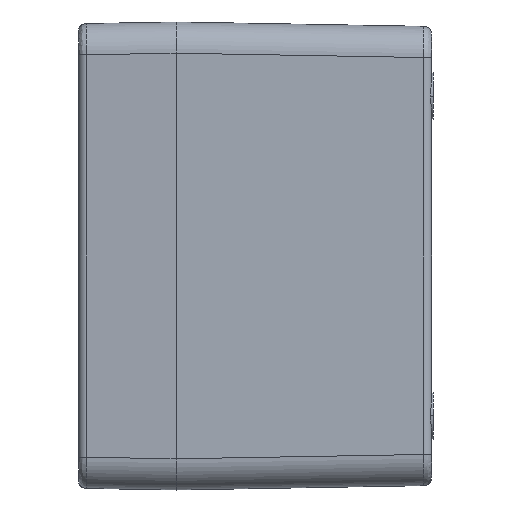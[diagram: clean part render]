
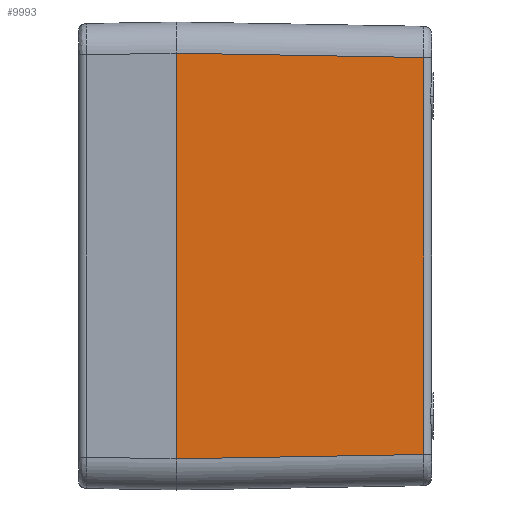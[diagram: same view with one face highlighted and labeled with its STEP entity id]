
A CAD part, left-side view. The second image highlights one B-rep face of the part: STEP entity #9993.
In plain terms, the highlighted planar face has unit normal (-1, -0.018, 0).
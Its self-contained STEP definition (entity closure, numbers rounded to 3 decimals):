
#591 = CARTESIAN_POINT ( 'NONE',  ( -110., 0., 52.001 ) ) ;
#802 = CARTESIAN_POINT ( 'NONE',  ( -108.891, -63.535, 16.964 ) ) ;
#1240 = LINE ( 'NONE', #9911, #10068 ) ;
#1701 = DIRECTION ( 'NONE',  ( -0.017, 1., 0. ) ) ;
#2065 = CARTESIAN_POINT ( 'NONE',  ( -110., 0., -52.001 ) ) ;
#2437 = VERTEX_POINT ( 'NONE', #2065 ) ;
#2931 = EDGE_CURVE ( 'NONE', #3226, #7514, #5944, .T. ) ;
#3136 = EDGE_CURVE ( 'NONE', #2437, #4125, #7277, .T. ) ;
#3226 = VERTEX_POINT ( 'NONE', #8961 ) ;
#3635 = EDGE_LOOP ( 'NONE', ( #5351, #5595, #12445, #12396 ) ) ;
#3849 = CARTESIAN_POINT ( 'NONE',  ( -109.63, -21.178, -51.632 ) ) ;
#3955 = CARTESIAN_POINT ( 'NONE',  ( -108.891, -63.535, -16.964 ) ) ;
#4125 = VERTEX_POINT ( 'NONE', #11542 ) ;
#4455 = DIRECTION ( 'NONE',  ( 0., 0., -1. ) ) ;
#4710 = CARTESIAN_POINT ( 'NONE',  ( -109.261, -42.357, -51.262 ) ) ;
#4737 = B_SPLINE_CURVE_WITH_KNOTS ( 'NONE', 3,
 ( #10189, #3955, #802, #11294 ),
 .UNSPECIFIED., .F., .F.,
 ( 4, 4 ),
 ( 0., 1. ),
 .UNSPECIFIED. ) ;
#5118 = EDGE_CURVE ( 'NONE', #3226, #2437, #1240, .T. ) ;
#5351 = ORIENTED_EDGE ( 'NONE', *, *, #2931, .F. ) ;
#5595 = ORIENTED_EDGE ( 'NONE', *, *, #5118, .T. ) ;
#5692 = CARTESIAN_POINT ( 'NONE',  ( -108.891, -63.535, -50.892 ) ) ;
#5944 = B_SPLINE_CURVE_WITH_KNOTS ( 'NONE', 3,
 ( #591, #10112, #13319, #8911 ),
 .UNSPECIFIED., .F., .F.,
 ( 4, 4 ),
 ( 0., 1. ),
 .UNSPECIFIED. ) ;
#5955 = FACE_OUTER_BOUND ( 'NONE', #3635, .T. ) ;
#6366 = CARTESIAN_POINT ( 'NONE',  ( -108.891, -63.535, 50.892 ) ) ;
#7277 = B_SPLINE_CURVE_WITH_KNOTS ( 'NONE', 3,
 ( #9953, #3849, #4710, #5692 ),
 .UNSPECIFIED., .F., .F.,
 ( 4, 4 ),
 ( 0., 1. ),
 .UNSPECIFIED. ) ;
#7514 = VERTEX_POINT ( 'NONE', #6366 ) ;
#8324 = CARTESIAN_POINT ( 'NONE',  ( -110., 0., -64.308 ) ) ;
#8911 = CARTESIAN_POINT ( 'NONE',  ( -108.891, -63.535, 50.892 ) ) ;
#8961 = CARTESIAN_POINT ( 'NONE',  ( -110., 0., 52.001 ) ) ;
#9295 = PLANE ( 'NONE',  #12391 ) ;
#9911 = CARTESIAN_POINT ( 'NONE',  ( -110., 0., 52.001 ) ) ;
#9953 = CARTESIAN_POINT ( 'NONE',  ( -110., 0., -52.001 ) ) ;
#9993 = ADVANCED_FACE ( 'NONE', ( #5955 ), #9295, .T. ) ;
#10068 = VECTOR ( 'NONE', #4455, 1000. ) ;
#10112 = CARTESIAN_POINT ( 'NONE',  ( -109.63, -21.178, 51.632 ) ) ;
#10189 = CARTESIAN_POINT ( 'NONE',  ( -108.891, -63.535, -50.892 ) ) ;
#10375 = DIRECTION ( 'NONE',  ( -1., -0.017, 0. ) ) ;
#11294 = CARTESIAN_POINT ( 'NONE',  ( -108.891, -63.535, 50.892 ) ) ;
#11542 = CARTESIAN_POINT ( 'NONE',  ( -108.891, -63.535, -50.892 ) ) ;
#12391 = AXIS2_PLACEMENT_3D ( 'NONE', #8324, #10375, #1701 ) ;
#12396 = ORIENTED_EDGE ( 'NONE', *, *, #12815, .T. ) ;
#12445 = ORIENTED_EDGE ( 'NONE', *, *, #3136, .T. ) ;
#12815 = EDGE_CURVE ( 'NONE', #4125, #7514, #4737, .T. ) ;
#13319 = CARTESIAN_POINT ( 'NONE',  ( -109.261, -42.357, 51.262 ) ) ;
